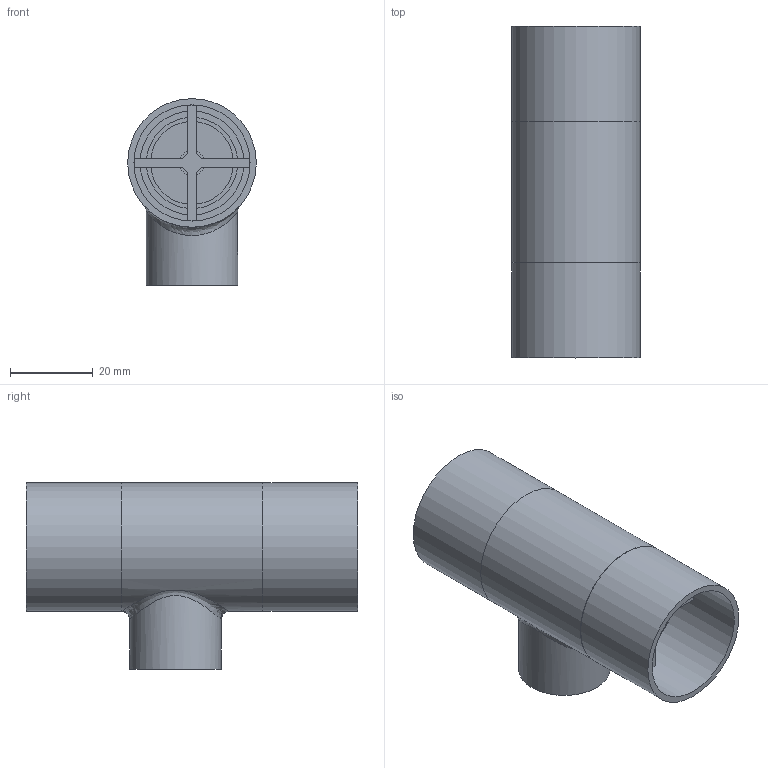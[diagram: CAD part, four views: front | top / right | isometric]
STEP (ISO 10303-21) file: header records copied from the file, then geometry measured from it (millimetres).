
FILE_DESCRIPTION(/* description */ (''),/* implementation_level */ '2;1');
FILE_NAME(/* name */ '(Unsaved).step',/* time_stamp */ '2020-03-27T17:46:14+01:00',/* author */ (''),/* organization */ (''),/* preprocessor_version */ 'ST-DEVELOPER v18',/* originating_system */ 'Autodesk Translation Framework v8.12.0.6',/* authorisation */ '');
FILE_SCHEMA (('AUTOMOTIVE_DESIGN { 1 0 10303 214 3 1 1 }'));
Length unit declared in the file: millimetre
Products named in the file (6): (Unsaved); Valve; One-Way Gate Top; Tube Fit Top; Tube Fit Bottom; One-Way Gate Bottom
Assembly tree (5 placements, depth 2):
  (Unsaved)
    Valve
    One-Way Gate Top
    Tube Fit Top
    Tube Fit Bottom
    One-Way Gate Bottom
Bounding box: 31 x 80 x 45 mm (x, y, z)
Volume: 17309 mm3; surface area: 28016.1 mm2
Topology: 9 solids, 9 shells, 163 faces, 402 edges, 267 vertices
Faces by surface type: plane 81, cylinder 52, torus 20, bspline 7, cone 3
Full cylindrical faces by diameter (mm): 2.3 x1, 2.5 x1, 7 x2, 10 x1, 12 x2, 14 x2, 15 x1, 15.1 x1, 18 x1, 20.9 x1, 21 x1, 22 x2, 25 x2, 28 x5, 29.5 x2, 29.7 x2, 31 x3
Entity records: 6088 total; most frequent: CARTESIAN_POINT 1842, DIRECTION 899, ORIENTED_EDGE 804, EDGE_CURVE 402, AXIS2_PLACEMENT_3D 364, VERTEX_POINT 267, EDGE_LOOP 203, CIRCLE 196
